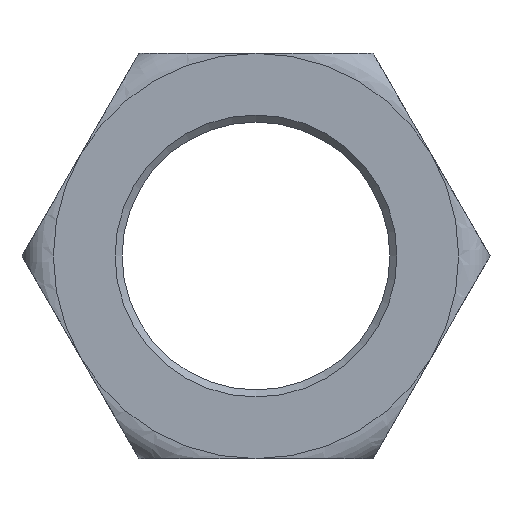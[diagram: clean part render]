
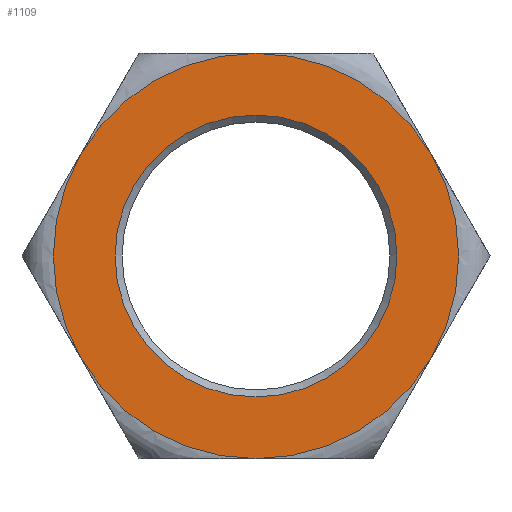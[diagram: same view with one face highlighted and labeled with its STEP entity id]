
A CAD part, front view. The second image highlights one B-rep face of the part: STEP entity #1109.
In plain terms, the highlighted planar face has unit normal (0, -1, 0).
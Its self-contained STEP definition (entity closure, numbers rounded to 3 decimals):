
#5 = CARTESIAN_POINT ( 'NONE',  ( -49.796, -32., 28.75 ) ) ;
#9 = ORIENTED_EDGE ( 'NONE', *, *, #458, .F. ) ;
#31 = EDGE_CURVE ( 'NONE', #206, #447, #392, .T. ) ;
#32 = CARTESIAN_POINT ( 'NONE',  ( 0., -32., 0. ) ) ;
#61 = CARTESIAN_POINT ( 'NONE',  ( 0., -32., 0. ) ) ;
#82 = ORIENTED_EDGE ( 'NONE', *, *, #735, .F. ) ;
#85 = CARTESIAN_POINT ( 'NONE',  ( -49.796, -32., 28.75 ) ) ;
#86 = CARTESIAN_POINT ( 'NONE',  ( -33.198, -32., 57.5 ) ) ;
#87 = EDGE_CURVE ( 'NONE', #939, #500, #727, .T. ) ;
#98 = AXIS2_PLACEMENT_3D ( 'NONE', #61, #835, #520 ) ;
#102 = CARTESIAN_POINT ( 'NONE',  ( -33.198, -32., -57.5 ) ) ;
#140 = CARTESIAN_POINT ( 'NONE',  ( -66.395, -32., 0. ) ) ;
#157 = EDGE_LOOP ( 'NONE', ( #1298 ) ) ;
#206 = VERTEX_POINT ( 'NONE', #422 ) ;
#214 = CIRCLE ( 'NONE', #377, 57.5 ) ;
#257 = AXIS2_PLACEMENT_3D ( 'NONE', #32, #491, #611 ) ;
#278 = ORIENTED_EDGE ( 'NONE', *, *, #1249, .F. ) ;
#287 = VERTEX_POINT ( 'NONE', #1048 ) ;
#304 = EDGE_CURVE ( 'NONE', #1200, #939, #400, .T. ) ;
#318 = CARTESIAN_POINT ( 'NONE',  ( 49.796, -32., -28.75 ) ) ;
#353 = CIRCLE ( 'NONE', #1357, 57.5 ) ;
#376 = VECTOR ( 'NONE', #1059, 1000. ) ;
#377 = AXIS2_PLACEMENT_3D ( 'NONE', #469, #578, #488 ) ;
#389 = DIRECTION ( 'NONE',  ( 1., 0., 0. ) ) ;
#392 = LINE ( 'NONE', #1028, #376 ) ;
#400 = CIRCLE ( 'NONE', #257, 57.5 ) ;
#422 = CARTESIAN_POINT ( 'NONE',  ( 0., -32., -57.5 ) ) ;
#447 = VERTEX_POINT ( 'NONE', #1420 ) ;
#455 = DIRECTION ( 'NONE',  ( 0., 0., 1. ) ) ;
#458 = EDGE_CURVE ( 'NONE', #751, #206, #801, .T. ) ;
#469 = CARTESIAN_POINT ( 'NONE',  ( 0., -32., 0. ) ) ;
#478 = CARTESIAN_POINT ( 'NONE',  ( 0., -32., 40. ) ) ;
#480 = CARTESIAN_POINT ( 'NONE',  ( -49.797, -32., -28.75 ) ) ;
#488 = DIRECTION ( 'NONE',  ( 1., 0., 0. ) ) ;
#491 = DIRECTION ( 'NONE',  ( 0., 1., 0. ) ) ;
#497 = DIRECTION ( 'NONE',  ( 1., 0., 0. ) ) ;
#500 = VERTEX_POINT ( 'NONE', #85 ) ;
#506 = CARTESIAN_POINT ( 'NONE',  ( 0., -32., 57.5 ) ) ;
#511 = CARTESIAN_POINT ( 'NONE',  ( 0., -32., 0. ) ) ;
#520 = DIRECTION ( 'NONE',  ( 1., 0., 0. ) ) ;
#532 = EDGE_CURVE ( 'NONE', #447, #287, #725, .T. ) ;
#533 = ORIENTED_EDGE ( 'NONE', *, *, #544, .F. ) ;
#544 = EDGE_CURVE ( 'NONE', #744, #751, #214, .T. ) ;
#566 = EDGE_LOOP ( 'NONE', ( #980, #829, #9, #533, #805, #82, #278, #900, #774, #665 ) ) ;
#578 = DIRECTION ( 'NONE',  ( 0., 1., 0. ) ) ;
#598 = DIRECTION ( 'NONE',  ( 0., 1., 0. ) ) ;
#611 = DIRECTION ( 'NONE',  ( 1., 0., 0. ) ) ;
#613 = VECTOR ( 'NONE', #818, 1000. ) ;
#619 = DIRECTION ( 'NONE',  ( 0., 1., 0. ) ) ;
#662 = LINE ( 'NONE', #102, #1262 ) ;
#665 = ORIENTED_EDGE ( 'NONE', *, *, #948, .F. ) ;
#686 = FACE_BOUND ( 'NONE', #157, .T. ) ;
#699 = DIRECTION ( 'NONE',  ( 0., 1., 0. ) ) ;
#707 = CARTESIAN_POINT ( 'NONE',  ( 0., -32., 57.5 ) ) ;
#725 = CIRCLE ( 'NONE', #778, 57.5 ) ;
#727 = LINE ( 'NONE', #140, #613 ) ;
#729 = DIRECTION ( 'NONE',  ( 0., 1., 0. ) ) ;
#735 = EDGE_CURVE ( 'NONE', #1189, #1001, #1178, .T. ) ;
#744 = VERTEX_POINT ( 'NONE', #1429 ) ;
#751 = VERTEX_POINT ( 'NONE', #318 ) ;
#752 = AXIS2_PLACEMENT_3D ( 'NONE', #1004, #792, #455 ) ;
#774 = ORIENTED_EDGE ( 'NONE', *, *, #304, .F. ) ;
#777 = FACE_OUTER_BOUND ( 'NONE', #566, .T. ) ;
#778 = AXIS2_PLACEMENT_3D ( 'NONE', #993, #598, #902 ) ;
#780 = AXIS2_PLACEMENT_3D ( 'NONE', #511, #729, #943 ) ;
#792 = DIRECTION ( 'NONE',  ( 0., 1., 0. ) ) ;
#801 = CIRCLE ( 'NONE', #1402, 57.5 ) ;
#805 = ORIENTED_EDGE ( 'NONE', *, *, #1273, .F. ) ;
#818 = DIRECTION ( 'NONE',  ( 0.5, 0., 0.866 ) ) ;
#829 = ORIENTED_EDGE ( 'NONE', *, *, #31, .F. ) ;
#835 = DIRECTION ( 'NONE',  ( 0., 1., 0. ) ) ;
#900 = ORIENTED_EDGE ( 'NONE', *, *, #87, .F. ) ;
#902 = DIRECTION ( 'NONE',  ( 1., 0., 0. ) ) ;
#911 = CIRCLE ( 'NONE', #780, 40. ) ;
#939 = VERTEX_POINT ( 'NONE', #5 ) ;
#943 = DIRECTION ( 'NONE',  ( 0., 0., 1. ) ) ;
#947 = CARTESIAN_POINT ( 'NONE',  ( 0., -32., 0. ) ) ;
#948 = EDGE_CURVE ( 'NONE', #287, #1200, #662, .T. ) ;
#957 = VECTOR ( 'NONE', #1107, 1000. ) ;
#980 = ORIENTED_EDGE ( 'NONE', *, *, #532, .F. ) ;
#993 = CARTESIAN_POINT ( 'NONE',  ( 0., -32., 0. ) ) ;
#1001 = VERTEX_POINT ( 'NONE', #506 ) ;
#1004 = CARTESIAN_POINT ( 'NONE',  ( 0., -32., 0. ) ) ;
#1028 = CARTESIAN_POINT ( 'NONE',  ( 33.198, -32., -57.5 ) ) ;
#1044 = CARTESIAN_POINT ( 'NONE',  ( 0., -32., 0. ) ) ;
#1048 = CARTESIAN_POINT ( 'NONE',  ( -49.796, -32., -28.75 ) ) ;
#1059 = DIRECTION ( 'NONE',  ( -1., 0., 0. ) ) ;
#1107 = DIRECTION ( 'NONE',  ( 1., 0., 0. ) ) ;
#1109 = ADVANCED_FACE ( 'NONE', ( #686, #777 ), #1461, .F. ) ;
#1178 = LINE ( 'NONE', #86, #957 ) ;
#1189 = VERTEX_POINT ( 'NONE', #707 ) ;
#1200 = VERTEX_POINT ( 'NONE', #480 ) ;
#1225 = DIRECTION ( 'NONE',  ( -0.5, 0., 0.866 ) ) ;
#1249 = EDGE_CURVE ( 'NONE', #500, #1189, #353, .T. ) ;
#1262 = VECTOR ( 'NONE', #1225, 1000. ) ;
#1264 = CIRCLE ( 'NONE', #98, 57.5 ) ;
#1273 = EDGE_CURVE ( 'NONE', #1001, #744, #1264, .T. ) ;
#1298 = ORIENTED_EDGE ( 'NONE', *, *, #1313, .T. ) ;
#1313 = EDGE_CURVE ( 'NONE', #1353, #1353, #911, .T. ) ;
#1353 = VERTEX_POINT ( 'NONE', #478 ) ;
#1357 = AXIS2_PLACEMENT_3D ( 'NONE', #1044, #699, #497 ) ;
#1402 = AXIS2_PLACEMENT_3D ( 'NONE', #947, #619, #389 ) ;
#1420 = CARTESIAN_POINT ( 'NONE',  ( 0., -32., -57.5 ) ) ;
#1429 = CARTESIAN_POINT ( 'NONE',  ( 49.796, -32., 28.75 ) ) ;
#1461 = PLANE ( 'NONE',  #752 ) ;
